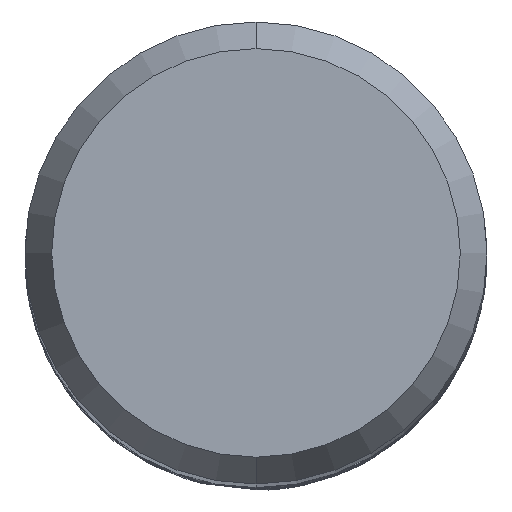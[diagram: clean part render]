
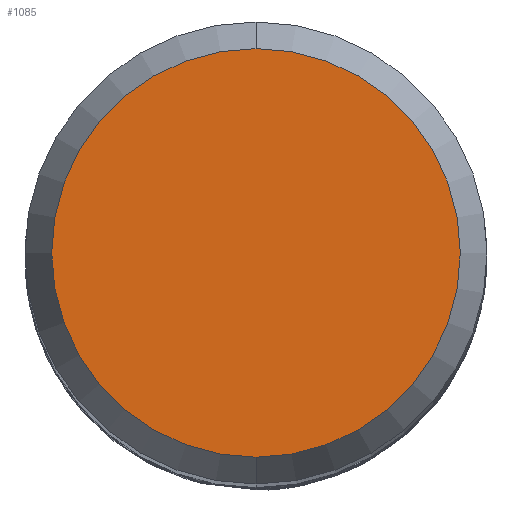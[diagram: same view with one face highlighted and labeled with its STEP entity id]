
A CAD part, top view. The second image highlights one B-rep face of the part: STEP entity #1085.
In plain terms, the highlighted planar face has unit normal (0, 0, 1).
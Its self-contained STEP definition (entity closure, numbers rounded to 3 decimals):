
#689=EDGE_CURVE('',#993,#1087,#1904,.T.);
#993=VERTEX_POINT('',#2236);
#1085=ADVANCED_FACE('',(#2337),#2338,.T.);
#1087=VERTEX_POINT('',#2340);
#1725=EDGE_CURVE('',#1087,#993,#3038,.T.);
#1904=CIRCLE('',#3286,4.423);
#2236=CARTESIAN_POINT('',(0.0,4.423,0.0));
#2337=FACE_OUTER_BOUND('',#8577,.T.);
#2338=PLANE('',#8578);
#2340=CARTESIAN_POINT('',(0.,-4.423,0.0));
#3038=CIRCLE('',#16393,4.423);
#3286=AXIS2_PLACEMENT_3D('',#17281,#17282,#17283);
#8577=EDGE_LOOP('',(#17710,#17711));
#8578=AXIS2_PLACEMENT_3D('',#17712,#17713,#17714);
#16393=AXIS2_PLACEMENT_3D('',#18402,#18403,#18404);
#17281=CARTESIAN_POINT('',(0.0,0.0,0.0));
#17282=DIRECTION('',(0.0,0.0,-1.0));
#17283=DIRECTION('',(0.0,1.0,0.0));
#17710=ORIENTED_EDGE('',*,*,#689,.F.);
#17711=ORIENTED_EDGE('',*,*,#1725,.F.);
#17712=CARTESIAN_POINT('',(0.0,2.211,0.0));
#17713=DIRECTION('',(-0.0,0.0,1.0));
#17714=DIRECTION('',(0.0,-1.0,0.0));
#18402=CARTESIAN_POINT('',(0.0,0.0,0.0));
#18403=DIRECTION('',(0.0,0.0,-1.0));
#18404=DIRECTION('',(0.0,1.0,0.0));
